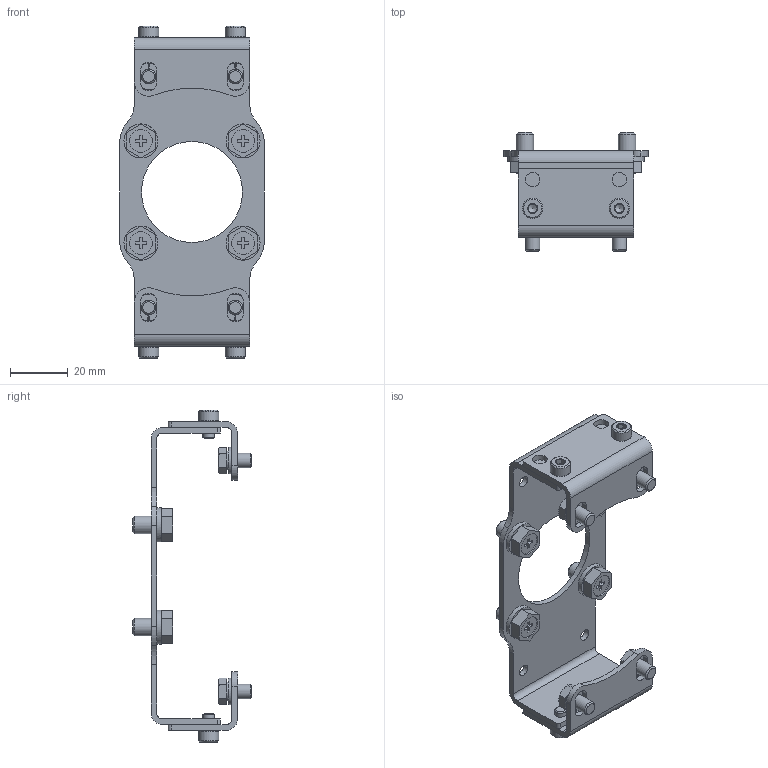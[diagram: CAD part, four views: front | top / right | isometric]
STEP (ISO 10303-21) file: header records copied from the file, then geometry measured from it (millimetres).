
FILE_DESCRIPTION(/* description */ ('STEP AP214'),/* implementation_level */ '2;1');
FILE_NAME(/* name */ '8137187_DARQ-K-X1-A3-F05-20-R1',/* time_stamp */ '2024-08-14T16:22:17+02:00',/* author */ ('License CC BY-ND 4.0'),/* organization */ ('CADENAS'),/* preprocessor_version */ 'ST-DEVELOPER v19.3',/* originating_system */ 'PARTsolutions',/* authorisation */ ' ');
FILE_SCHEMA (('AUTOMOTIVE_DESIGN {1 0 10303 214 3 1 1}'));
Length unit declared in the file: millimetre
Products named in the file (8): 8137187 DARQ-K-X1-A3-F05-20-R1; 8137187 DARQ-K-X1-A3-F05-20-R1_bef; Spring lock washer DIN 127 A6; 406558 GB9074.12-M6x10-A2-70; ISO-4762 M4x6; 8137187 DARQ-K-X1-A3-F05-20-R1_P2; Spring lock washer DIN 127 A5.6; ISO 4017 M5x8(F)
Assembly tree (23 placements, depth 2):
  8137187 DARQ-K-X1-A3-F05-20-R1
    8137187 DARQ-K-X1-A3-F05-20-R1_bef
    Spring lock washer DIN 127 A6  x4
    406558 GB9074.12-M6x10-A2-70  x4
    ISO-4762 M4x6  x4
    8137187 DARQ-K-X1-A3-F05-20-R1_P2  x2
    Spring lock washer DIN 127 A5.6  x4
    ISO 4017 M5x8(F)  x4
Bounding box: 50 x 41.2 x 115 mm (x, y, z)
Volume: 21032.1 mm3; surface area: 24207.2 mm2
Topology: 23 solids, 23 shells, 447 faces, 1055 edges, 678 vertices
Faces by surface type: plane 260, cylinder 99, cone 84, torus 4
Full cylindrical faces by diameter (mm): 3.242 x4, 4 x8, 5 x12, 6 x8, 6.88 x4, 7 x4, 8 x4, 35 x1
Entity records: 5053 total; most frequent: DIRECTION 866, CARTESIAN_POINT 866, ORIENTED_EDGE 722, EDGE_CURVE 361, AXIS2_PLACEMENT_3D 336, VERTEX_POINT 258, FACE_BOUND 247, EDGE_LOOP 246
